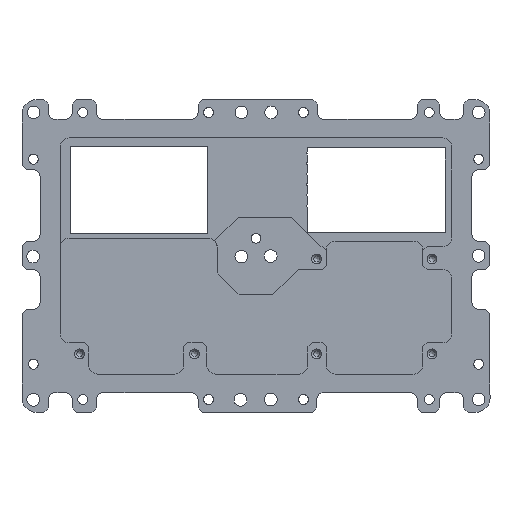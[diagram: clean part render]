
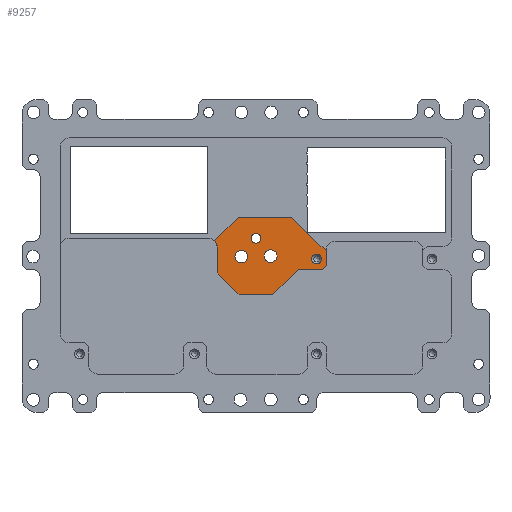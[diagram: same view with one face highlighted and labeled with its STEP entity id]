
A CAD part, front view. The second image highlights one B-rep face of the part: STEP entity #9257.
In plain terms, the highlighted planar face has unit normal (0, -1, 0).
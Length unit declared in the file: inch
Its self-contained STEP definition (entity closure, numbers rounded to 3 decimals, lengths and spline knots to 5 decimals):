
#113=FACE_BOUND('',#1285,.T.);
#114=FACE_BOUND('',#1286,.T.);
#115=FACE_BOUND('',#1287,.T.);
#116=FACE_BOUND('',#1288,.T.);
#246=PLANE('',#10051);
#728=FACE_OUTER_BOUND('',#1284,.T.);
#1284=EDGE_LOOP('',(#8267,#8268,#8269,#8270,#8271,#8272,#8273,#8274,#8275,
#8276,#8277,#8278,#8279));
#1285=EDGE_LOOP('',(#8280));
#1286=EDGE_LOOP('',(#8281));
#1287=EDGE_LOOP('',(#8282));
#1288=EDGE_LOOP('',(#8283));
#1534=CIRCLE('',#9711,0.09);
#1535=CIRCLE('',#9713,0.09);
#1641=CIRCLE('',#9869,0.07);
#1654=CIRCLE('',#9908,0.07);
#1669=CIRCLE('',#10018,0.125);
#2642=LINE('',#22867,#3429);
#2675=LINE('',#22932,#3462);
#2678=LINE('',#22937,#3465);
#2680=LINE('',#22941,#3467);
#2681=LINE('',#22943,#3468);
#2682=LINE('',#22945,#3469);
#2683=LINE('',#22946,#3470);
#2684=LINE('',#22948,#3471);
#2685=LINE('',#22950,#3472);
#2686=LINE('',#22952,#3473);
#2687=LINE('',#22954,#3474);
#2688=LINE('',#22955,#3475);
#3429=VECTOR('',#12159,0.3937);
#3462=VECTOR('',#12252,0.3937);
#3465=VECTOR('',#12257,0.3937);
#3467=VECTOR('',#12261,0.3937);
#3468=VECTOR('',#12262,0.3937);
#3469=VECTOR('',#12263,0.3937);
#3470=VECTOR('',#12264,0.3937);
#3471=VECTOR('',#12265,0.3937);
#3472=VECTOR('',#12266,0.3937);
#3473=VECTOR('',#12267,0.3937);
#3474=VECTOR('',#12268,0.3937);
#3475=VECTOR('',#12269,0.3937);
#4158=VERTEX_POINT('',#17562);
#4159=VERTEX_POINT('',#17566);
#4400=VERTEX_POINT('',#18134);
#4410=VERTEX_POINT('',#22635);
#4435=VERTEX_POINT('',#22858);
#4436=VERTEX_POINT('',#22860);
#4437=VERTEX_POINT('',#22865);
#4438=VERTEX_POINT('',#22930);
#4439=VERTEX_POINT('',#22931);
#4440=VERTEX_POINT('',#22936);
#4441=VERTEX_POINT('',#22940);
#4442=VERTEX_POINT('',#22942);
#4443=VERTEX_POINT('',#22944);
#4444=VERTEX_POINT('',#22947);
#4445=VERTEX_POINT('',#22949);
#4446=VERTEX_POINT('',#22951);
#4447=VERTEX_POINT('',#22953);
#5272=EDGE_CURVE('',#4158,#4158,#1534,.T.);
#5274=EDGE_CURVE('',#4159,#4159,#1535,.T.);
#5550=EDGE_CURVE('',#4400,#4400,#1641,.T.);
#5617=EDGE_CURVE('',#4410,#4410,#1654,.T.);
#5721=EDGE_CURVE('',#4435,#4436,#1669,.T.);
#5725=EDGE_CURVE('',#4435,#4437,#2642,.T.);
#5758=EDGE_CURVE('',#4438,#4439,#2675,.T.);
#5761=EDGE_CURVE('',#4440,#4439,#2678,.T.);
#5763=EDGE_CURVE('',#4438,#4441,#2680,.T.);
#5764=EDGE_CURVE('',#4441,#4442,#2681,.T.);
#5765=EDGE_CURVE('',#4442,#4443,#2682,.T.);
#5766=EDGE_CURVE('',#4436,#4443,#2683,.F.);
#5767=EDGE_CURVE('',#4437,#4444,#2684,.T.);
#5768=EDGE_CURVE('',#4444,#4445,#2685,.T.);
#5769=EDGE_CURVE('',#4445,#4446,#2686,.T.);
#5770=EDGE_CURVE('',#4446,#4447,#2687,.T.);
#5771=EDGE_CURVE('',#4440,#4447,#2688,.T.);
#8267=ORIENTED_EDGE('',*,*,#5758,.F.);
#8268=ORIENTED_EDGE('',*,*,#5763,.T.);
#8269=ORIENTED_EDGE('',*,*,#5764,.T.);
#8270=ORIENTED_EDGE('',*,*,#5765,.T.);
#8271=ORIENTED_EDGE('',*,*,#5766,.F.);
#8272=ORIENTED_EDGE('',*,*,#5721,.F.);
#8273=ORIENTED_EDGE('',*,*,#5725,.T.);
#8274=ORIENTED_EDGE('',*,*,#5767,.T.);
#8275=ORIENTED_EDGE('',*,*,#5768,.T.);
#8276=ORIENTED_EDGE('',*,*,#5769,.T.);
#8277=ORIENTED_EDGE('',*,*,#5770,.T.);
#8278=ORIENTED_EDGE('',*,*,#5771,.F.);
#8279=ORIENTED_EDGE('',*,*,#5761,.T.);
#8280=ORIENTED_EDGE('',*,*,#5272,.T.);
#8281=ORIENTED_EDGE('',*,*,#5274,.T.);
#8282=ORIENTED_EDGE('',*,*,#5550,.T.);
#8283=ORIENTED_EDGE('',*,*,#5617,.T.);
#9257=ADVANCED_FACE('',(#728,#113,#114,#115,#116),#246,.F.);
#9711=AXIS2_PLACEMENT_3D('',#17564,#11272,#11273);
#9713=AXIS2_PLACEMENT_3D('',#17568,#11277,#11278);
#9869=AXIS2_PLACEMENT_3D('',#18135,#11759,#11760);
#9908=AXIS2_PLACEMENT_3D('',#22636,#11843,#11844);
#10018=AXIS2_PLACEMENT_3D('',#22861,#12152,#12153);
#10051=AXIS2_PLACEMENT_3D('',#22939,#12259,#12260);
#11272=DIRECTION('center_axis',(0.,1.,0.));
#11273=DIRECTION('ref_axis',(0.,0.,1.));
#11277=DIRECTION('center_axis',(0.,1.,0.));
#11278=DIRECTION('ref_axis',(0.,0.,1.));
#11759=DIRECTION('center_axis',(0.,1.,0.));
#11760=DIRECTION('ref_axis',(0.,0.,-1.));
#11843=DIRECTION('center_axis',(0.,1.,0.));
#11844=DIRECTION('ref_axis',(0.,0.,-1.));
#12152=DIRECTION('center_axis',(0.,-1.,0.));
#12153=DIRECTION('ref_axis',(0.707,0.,0.707));
#12159=DIRECTION('',(0.,0.,-1.));
#12252=DIRECTION('',(0.707,0.,-0.707));
#12257=DIRECTION('',(0.,0.,1.));
#12259=DIRECTION('center_axis',(0.,1.,0.));
#12260=DIRECTION('ref_axis',(1.,0.,0.));
#12261=DIRECTION('',(-1.,0.,0.));
#12262=DIRECTION('',(-0.707,0.,0.707));
#12263=DIRECTION('',(-1.,0.,0.));
#12264=DIRECTION('',(-0.707,0.,-0.707));
#12265=DIRECTION('',(0.707,0.,-0.707));
#12266=DIRECTION('',(1.,0.,0.));
#12267=DIRECTION('',(0.707,0.,0.707));
#12268=DIRECTION('',(1.,0.,0.));
#12269=DIRECTION('',(-0.707,0.,-0.707));
#17562=CARTESIAN_POINT('',(0.20178,0.,-0.81147));
#17564=CARTESIAN_POINT('Origin',(0.20178,0.,-0.72147));
#17566=CARTESIAN_POINT('',(-0.21373,0.,-0.8193));
#17568=CARTESIAN_POINT('Origin',(-0.21373,0.,-0.7293));
#18134=CARTESIAN_POINT('',(-0.00623,0.,-0.40095));
#18135=CARTESIAN_POINT('Origin',(-0.00623,0.,-0.47095));
#22635=CARTESIAN_POINT('',(0.85098,0.,-0.69395));
#22636=CARTESIAN_POINT('Origin',(0.85098,0.,-0.76395));
#22858=CARTESIAN_POINT('',(-0.55623,0.,-0.59595));
#22860=CARTESIAN_POINT('',(-0.59284,0.,-0.50757));
#22861=CARTESIAN_POINT('Origin',(-0.68123,0.,-0.59595));
#22865=CARTESIAN_POINT('',(-0.55623,0.,-0.96095));
#22867=CARTESIAN_POINT('',(-0.55623,0.,-0.59595));
#22930=CARTESIAN_POINT('',(0.92877,0.,-0.58695));
#22931=CARTESIAN_POINT('',(0.98877,0.,-0.64695));
#22932=CARTESIAN_POINT('',(0.74352,0.,-0.4017));
#22936=CARTESIAN_POINT('',(0.98877,0.,-0.85595));
#22937=CARTESIAN_POINT('',(0.98877,0.,-0.81845));
#22939=CARTESIAN_POINT('Origin',(-0.00623,0.,-0.72095));
#22940=CARTESIAN_POINT('',(0.91252,0.,-0.58695));
#22941=CARTESIAN_POINT('',(0.49127,0.,-0.58695));
#22942=CARTESIAN_POINT('',(0.49652,0.,-0.17095));
#22943=CARTESIAN_POINT('',(0.71633,0.,-0.39077));
#22944=CARTESIAN_POINT('',(-0.25623,0.,-0.17095));
#22945=CARTESIAN_POINT('',(0.24514,0.,-0.17095));
#22946=CARTESIAN_POINT('',(-0.33123,0.,-0.24595));
#22947=CARTESIAN_POINT('',(-0.24623,0.,-1.27095));
#22948=CARTESIAN_POINT('',(-0.47873,0.,-1.03845));
#22949=CARTESIAN_POINT('',(0.23377,0.,-1.27095));
#22950=CARTESIAN_POINT('',(-0.12623,0.,-1.27095));
#22951=CARTESIAN_POINT('',(0.58877,0.,-0.91595));
#22952=CARTESIAN_POINT('',(0.31127,0.,-1.19345));
#22953=CARTESIAN_POINT('',(0.92877,0.,-0.91595));
#22954=CARTESIAN_POINT('',(0.29127,0.,-0.91595));
#22955=CARTESIAN_POINT('',(0.75877,0.,-1.08595));
